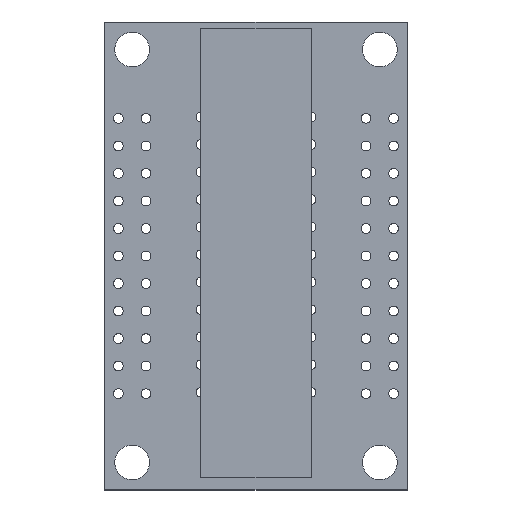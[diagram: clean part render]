
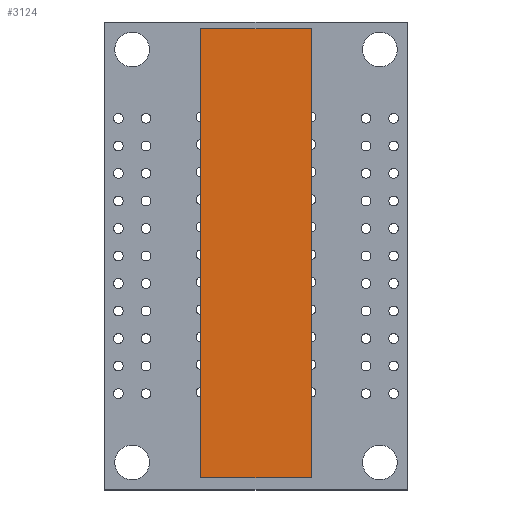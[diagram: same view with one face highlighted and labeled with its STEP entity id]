
A CAD part, top view. The second image highlights one B-rep face of the part: STEP entity #3124.
In plain terms, the highlighted planar face has unit normal (0, 0, 1).
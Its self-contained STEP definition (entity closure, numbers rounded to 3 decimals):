
#2995 = VERTEX_POINT('',#2996);
#2996 = CARTESIAN_POINT('',(-5.079,-20.7,4.85));
#3002 = EDGE_CURVE('',#2995,#3003,#3005,.T.);
#3003 = VERTEX_POINT('',#3004);
#3004 = CARTESIAN_POINT('',(-5.079,20.7,4.85));
#3005 = LINE('',#3006,#3007);
#3006 = CARTESIAN_POINT('',(-5.079,-20.7,4.85));
#3007 = VECTOR('',#3008,1.);
#3008 = DIRECTION('',(0.,1.,0.));
#3033 = EDGE_CURVE('',#3003,#3034,#3036,.T.);
#3034 = VERTEX_POINT('',#3035);
#3035 = CARTESIAN_POINT('',(5.079,20.7,4.85));
#3036 = LINE('',#3037,#3038);
#3037 = CARTESIAN_POINT('',(-5.079,20.7,4.85));
#3038 = VECTOR('',#3039,1.);
#3039 = DIRECTION('',(1.,0.,0.));
#3064 = EDGE_CURVE('',#3034,#3065,#3067,.T.);
#3065 = VERTEX_POINT('',#3066);
#3066 = CARTESIAN_POINT('',(5.079,-20.7,4.85));
#3067 = LINE('',#3068,#3069);
#3068 = CARTESIAN_POINT('',(5.079,20.7,4.85));
#3069 = VECTOR('',#3070,1.);
#3070 = DIRECTION('',(0.,-1.,0.));
#3095 = EDGE_CURVE('',#3065,#2995,#3096,.T.);
#3096 = LINE('',#3097,#3098);
#3097 = CARTESIAN_POINT('',(5.079,-20.7,4.85));
#3098 = VECTOR('',#3099,1.);
#3099 = DIRECTION('',(-1.,0.,0.));
#3124 = ADVANCED_FACE('',(#3125),#3131,.T.);
#3125 = FACE_BOUND('',#3126,.F.);
#3126 = EDGE_LOOP('',(#3127,#3128,#3129,#3130));
#3127 = ORIENTED_EDGE('',*,*,#3002,.T.);
#3128 = ORIENTED_EDGE('',*,*,#3033,.T.);
#3129 = ORIENTED_EDGE('',*,*,#3064,.T.);
#3130 = ORIENTED_EDGE('',*,*,#3095,.T.);
#3131 = PLANE('',#3132);
#3132 = AXIS2_PLACEMENT_3D('',#3133,#3134,#3135);
#3133 = CARTESIAN_POINT('',(-5.079,-20.7,4.85));
#3134 = DIRECTION('',(0.,0.,1.));
#3135 = DIRECTION('',(1.,0.,0.));
